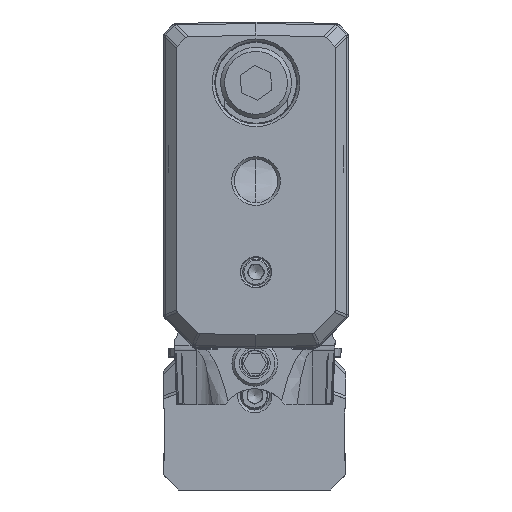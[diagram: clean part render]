
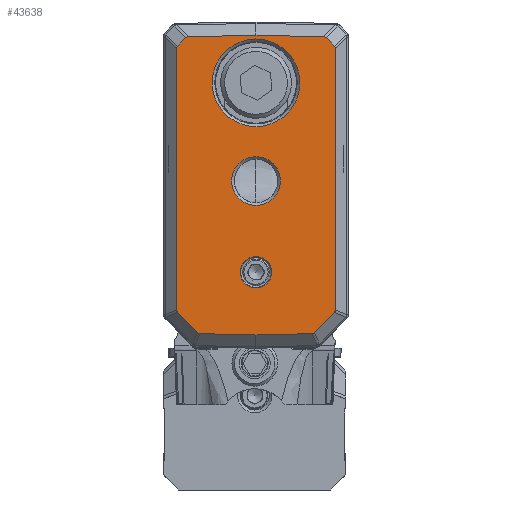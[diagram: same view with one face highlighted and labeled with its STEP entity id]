
A CAD part, front view. The second image highlights one B-rep face of the part: STEP entity #43638.
In plain terms, the highlighted planar face has unit normal (0, -1, 0).
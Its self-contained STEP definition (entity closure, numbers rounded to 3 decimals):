
#5762=ELLIPSE('',#111217,0.859,0.5);
#5763=ELLIPSE('',#111219,0.859,0.5);
#5764=ELLIPSE('',#111221,0.736,0.5);
#5765=ELLIPSE('',#111223,0.735,0.5);
#5766=ELLIPSE('',#111225,0.735,0.5);
#5767=ELLIPSE('',#111227,0.736,0.5);
#5768=ELLIPSE('',#111229,0.859,0.5);
#5769=ELLIPSE('',#111231,0.859,0.5);
#19077=PLANE('',#111327);
#27702=LINE('',#149181,#35725);
#27703=LINE('',#149183,#35726);
#27704=LINE('',#149185,#35727);
#27705=LINE('',#149187,#35728);
#27706=LINE('',#149193,#35729);
#27708=LINE('',#149197,#35731);
#27709=LINE('',#149199,#35732);
#27711=LINE('',#149203,#35734);
#27715=LINE('',#149238,#35738);
#27716=LINE('',#149239,#35739);
#35725=VECTOR('',#121321,1.);
#35726=VECTOR('',#121324,1.);
#35727=VECTOR('',#121327,1.);
#35728=VECTOR('',#121330,1.);
#35729=VECTOR('',#121339,1.);
#35731=VECTOR('',#121343,1.);
#35732=VECTOR('',#121346,1.);
#35734=VECTOR('',#121350,1.);
#35738=VECTOR('',#121390,1.);
#35739=VECTOR('',#121391,1.);
#43638=ADVANCED_FACE('',(#96028,#96029,#96030,#96031),#19077,.T.);
#49559=EDGE_LOOP('',(#58012,#58013,#58014,#58015,#58016,#58017,#58018,#58019,
#58020,#58021,#58022,#58023,#58024,#58025,#58026,#58027,#58028,#58029));
#49560=EDGE_LOOP('',(#58030));
#49561=EDGE_LOOP('',(#58031));
#49562=EDGE_LOOP('',(#58032));
#58012=ORIENTED_EDGE('',*,*,#83910,.T.);
#58013=ORIENTED_EDGE('',*,*,#83804,.T.);
#58014=ORIENTED_EDGE('',*,*,#83905,.T.);
#58015=ORIENTED_EDGE('',*,*,#83801,.T.);
#58016=ORIENTED_EDGE('',*,*,#83913,.T.);
#58017=ORIENTED_EDGE('',*,*,#83927,.T.);
#58018=ORIENTED_EDGE('',*,*,#83783,.T.);
#58019=ORIENTED_EDGE('',*,*,#83906,.T.);
#58020=ORIENTED_EDGE('',*,*,#83786,.T.);
#58021=ORIENTED_EDGE('',*,*,#83911,.T.);
#58022=ORIENTED_EDGE('',*,*,#83789,.T.);
#58023=ORIENTED_EDGE('',*,*,#83904,.T.);
#58024=ORIENTED_EDGE('',*,*,#83792,.T.);
#58025=ORIENTED_EDGE('',*,*,#83928,.T.);
#58026=ORIENTED_EDGE('',*,*,#83908,.T.);
#58027=ORIENTED_EDGE('',*,*,#83795,.T.);
#58028=ORIENTED_EDGE('',*,*,#83903,.T.);
#58029=ORIENTED_EDGE('',*,*,#83798,.T.);
#58030=ORIENTED_EDGE('',*,*,#83304,.T.);
#58031=ORIENTED_EDGE('',*,*,#83306,.T.);
#58032=ORIENTED_EDGE('',*,*,#83300,.T.);
#83300=EDGE_CURVE('',#97432,#97432,#105609,.T.);
#83304=EDGE_CURVE('',#97436,#97436,#105611,.T.);
#83306=EDGE_CURVE('',#97438,#97438,#105613,.T.);
#83783=EDGE_CURVE('',#97759,#97760,#5762,.T.);
#83786=EDGE_CURVE('',#97761,#97762,#5763,.T.);
#83789=EDGE_CURVE('',#97763,#97764,#5764,.T.);
#83792=EDGE_CURVE('',#97765,#97766,#5765,.T.);
#83795=EDGE_CURVE('',#97767,#97768,#5766,.T.);
#83798=EDGE_CURVE('',#97769,#97770,#5767,.T.);
#83801=EDGE_CURVE('',#97771,#97772,#5768,.T.);
#83804=EDGE_CURVE('',#97773,#97774,#5769,.T.);
#83903=EDGE_CURVE('',#97768,#97769,#27702,.T.);
#83904=EDGE_CURVE('',#97764,#97765,#27703,.T.);
#83905=EDGE_CURVE('',#97774,#97771,#27704,.T.);
#83906=EDGE_CURVE('',#97760,#97761,#27705,.T.);
#83908=EDGE_CURVE('',#97826,#97767,#27706,.T.);
#83910=EDGE_CURVE('',#97770,#97773,#27708,.T.);
#83911=EDGE_CURVE('',#97762,#97763,#27709,.T.);
#83913=EDGE_CURVE('',#97772,#97827,#27711,.T.);
#83927=EDGE_CURVE('',#97827,#97759,#27715,.T.);
#83928=EDGE_CURVE('',#97766,#97826,#27716,.T.);
#96028=FACE_BOUND('',#49559,.T.);
#96029=FACE_BOUND('',#49560,.T.);
#96030=FACE_BOUND('',#49561,.T.);
#96031=FACE_BOUND('',#49562,.T.);
#97432=VERTEX_POINT('',#144910);
#97436=VERTEX_POINT('',#144946);
#97438=VERTEX_POINT('',#144951);
#97759=VERTEX_POINT('',#148792);
#97760=VERTEX_POINT('',#148794);
#97761=VERTEX_POINT('',#148798);
#97762=VERTEX_POINT('',#148800);
#97763=VERTEX_POINT('',#148804);
#97764=VERTEX_POINT('',#148806);
#97765=VERTEX_POINT('',#148810);
#97766=VERTEX_POINT('',#148812);
#97767=VERTEX_POINT('',#148816);
#97768=VERTEX_POINT('',#148818);
#97769=VERTEX_POINT('',#148822);
#97770=VERTEX_POINT('',#148824);
#97771=VERTEX_POINT('',#148828);
#97772=VERTEX_POINT('',#148830);
#97773=VERTEX_POINT('',#148834);
#97774=VERTEX_POINT('',#148836);
#97826=VERTEX_POINT('',#149194);
#97827=VERTEX_POINT('',#149202);
#105609=CIRCLE('',#110949,2.4);
#105611=CIRCLE('',#110953,1.55);
#105613=CIRCLE('',#110956,4.323);
#110949=AXIS2_PLACEMENT_3D('',#144909,#120364,#120365);
#110953=AXIS2_PLACEMENT_3D('',#144945,#120372,#120373);
#110956=AXIS2_PLACEMENT_3D('',#144950,#120378,#120379);
#111217=AXIS2_PLACEMENT_3D('',#148795,#121097,#121098);
#111219=AXIS2_PLACEMENT_3D('',#148801,#121103,#121104);
#111221=AXIS2_PLACEMENT_3D('',#148807,#121109,#121110);
#111223=AXIS2_PLACEMENT_3D('',#148813,#121115,#121116);
#111225=AXIS2_PLACEMENT_3D('',#148819,#121121,#121122);
#111227=AXIS2_PLACEMENT_3D('',#148825,#121127,#121128);
#111229=AXIS2_PLACEMENT_3D('',#148831,#121133,#121134);
#111231=AXIS2_PLACEMENT_3D('',#148837,#121139,#121140);
#111327=AXIS2_PLACEMENT_3D('',#149240,#121392,#121393);
#120364=DIRECTION('',(0.,1.,0.));
#120365=DIRECTION('',(0.,0.,-1.));
#120372=DIRECTION('',(0.,1.,0.));
#120373=DIRECTION('',(0.,0.,-1.));
#120378=DIRECTION('',(0.,1.,0.));
#120379=DIRECTION('',(0.,0.,-1.));
#121097=DIRECTION('',(0.,-1.,0.));
#121098=DIRECTION('',(0.716,0.,-0.698));
#121103=DIRECTION('',(0.,-1.,0.));
#121104=DIRECTION('',(0.716,0.,-0.698));
#121109=DIRECTION('',(0.,-1.,0.));
#121110=DIRECTION('',(-0.926,0.,-0.379));
#121115=DIRECTION('',(0.,-1.,0.));
#121116=DIRECTION('',(-0.398,0.,-0.917));
#121121=DIRECTION('',(0.,-1.,0.));
#121122=DIRECTION('',(-0.398,0.,0.917));
#121127=DIRECTION('',(0.,-1.,0.));
#121128=DIRECTION('',(-0.926,0.,0.379));
#121133=DIRECTION('',(0.,-1.,0.));
#121134=DIRECTION('',(0.716,0.,0.698));
#121139=DIRECTION('',(0.,-1.,0.));
#121140=DIRECTION('',(0.716,0.,0.698));
#121321=DIRECTION('',(0.701,0.,0.713));
#121324=DIRECTION('',(0.701,0.,-0.713));
#121327=DIRECTION('',(-0.698,0.,0.716));
#121330=DIRECTION('',(-0.698,0.,-0.716));
#121339=DIRECTION('',(1.,0.,0.025));
#121343=DIRECTION('',(0.,0.,1.));
#121346=DIRECTION('',(0.,0.,-1.));
#121350=DIRECTION('',(-1.,0.,0.025));
#121390=DIRECTION('',(-1.,0.,-0.025));
#121391=DIRECTION('',(1.,0.,-0.025));
#121392=DIRECTION('',(0.,-1.,0.));
#121393=DIRECTION('',(0.,0.,-1.));
#144909=CARTESIAN_POINT('',(0.125,-28.5,-15.7));
#144910=CARTESIAN_POINT('',(0.125,-28.5,-18.1));
#144945=CARTESIAN_POINT('',(0.125,-28.5,-24.7));
#144946=CARTESIAN_POINT('',(0.125,-28.5,-26.25));
#144950=CARTESIAN_POINT('',(0.125,-28.5,-6.));
#144951=CARTESIAN_POINT('',(0.125,-28.5,-10.323));
#148792=CARTESIAN_POINT('',(-6.564,-28.5,-1.465));
#148794=CARTESIAN_POINT('',(-6.816,-28.5,-1.564));
#148795=CARTESIAN_POINT('',(-6.201,-28.5,-2.163));
#148798=CARTESIAN_POINT('',(-7.608,-28.5,-2.375));
#148800=CARTESIAN_POINT('',(-7.7,-28.5,-2.63));
#148801=CARTESIAN_POINT('',(-6.993,-28.5,-2.975));
#148804=CARTESIAN_POINT('',(-7.7,-28.5,-28.416));
#148806=CARTESIAN_POINT('',(-7.599,-28.5,-28.664));
#148807=CARTESIAN_POINT('',(-6.993,-28.5,-28.272));
#148810=CARTESIAN_POINT('',(-5.639,-28.5,-30.658));
#148812=CARTESIAN_POINT('',(-5.396,-28.5,-30.764));
#148813=CARTESIAN_POINT('',(-5.235,-28.5,-30.06));
#148816=CARTESIAN_POINT('',(5.646,-28.5,-30.764));
#148818=CARTESIAN_POINT('',(5.889,-28.5,-30.658));
#148819=CARTESIAN_POINT('',(5.485,-28.5,-30.06));
#148822=CARTESIAN_POINT('',(7.849,-28.5,-28.664));
#148824=CARTESIAN_POINT('',(7.95,-28.5,-28.416));
#148825=CARTESIAN_POINT('',(7.243,-28.5,-28.272));
#148828=CARTESIAN_POINT('',(7.066,-28.5,-1.564));
#148830=CARTESIAN_POINT('',(6.814,-28.5,-1.465));
#148831=CARTESIAN_POINT('',(6.451,-28.5,-2.163));
#148834=CARTESIAN_POINT('',(7.95,-28.5,-2.63));
#148836=CARTESIAN_POINT('',(7.858,-28.5,-2.375));
#148837=CARTESIAN_POINT('',(7.243,-28.5,-2.975));
#149181=CARTESIAN_POINT('',(-2.196,-28.5,-38.886));
#149183=CARTESIAN_POINT('',(-6.519,-28.5,-29.762));
#149185=CARTESIAN_POINT('',(14.544,-28.5,-9.227));
#149187=CARTESIAN_POINT('',(-23.195,-28.5,-18.349));
#149193=CARTESIAN_POINT('',(-9.027,-28.5,-31.126));
#149194=CARTESIAN_POINT('',(0.125,-28.5,-30.9));
#149197=CARTESIAN_POINT('',(7.95,-28.5,-32.2));
#149199=CARTESIAN_POINT('',(-7.7,-28.5,-32.2));
#149202=CARTESIAN_POINT('',(0.125,-28.5,-1.3));
#149203=CARTESIAN_POINT('',(-8.232,-28.5,-1.094));
#149238=CARTESIAN_POINT('',(-9.757,-28.5,-1.544));
#149239=CARTESIAN_POINT('',(-8.962,-28.5,-30.676));
#149240=CARTESIAN_POINT('',(-9.,-28.5,-32.2));
